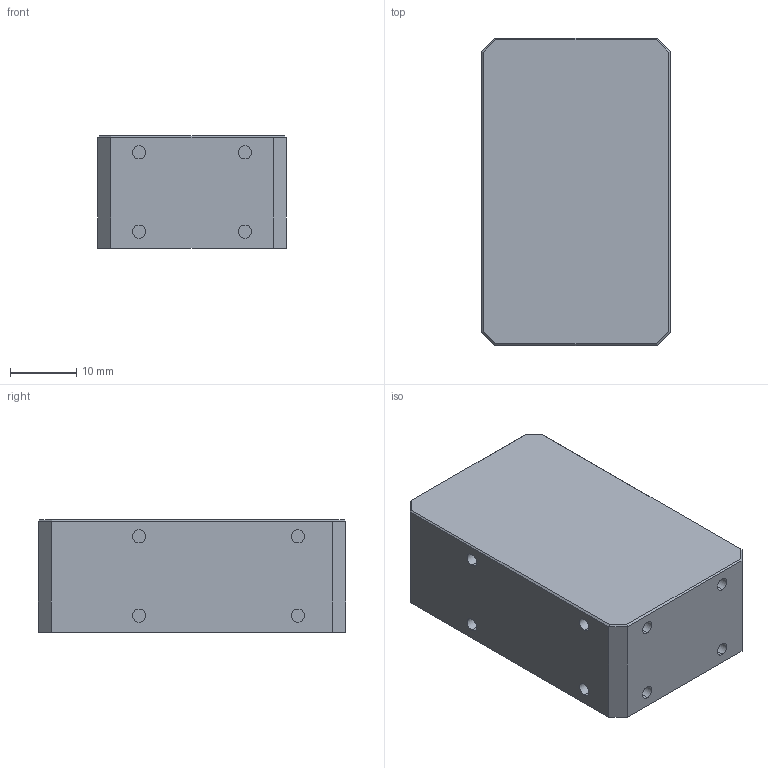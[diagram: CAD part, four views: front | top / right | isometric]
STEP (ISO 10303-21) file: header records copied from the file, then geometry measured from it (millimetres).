
FILE_DESCRIPTION (( 'STEP AP203' ), '1' );
FILE_NAME ('Part 16.step_Default_sldprt.STEP', '2023-05-13T05:59:04', ( '' ), ( '' ), 'SwSTEP 2.0', 'SolidWorks 2022', '' );
FILE_SCHEMA (( 'CONFIG_CONTROL_DESIGN' ));
Length unit declared in the file: millimetre
Products named in the file (1): Part 16.step_Default_sldprt
Bounding box: 28.5 x 46.5 x 17 mm (x, y, z)
Volume: 22256.8 mm3; surface area: 5347.4 mm2
Topology: 1 solids, 1 shells, 60 faces, 124 edges, 80 vertices
Faces by surface type: plane 32, cylinder 28
Entity records: 1677 total; most frequent: DIRECTION 302, CARTESIAN_POINT 265, ORIENTED_EDGE 248, EDGE_CURVE 124, AXIS2_PLACEMENT_3D 117, VERTEX_POINT 80, EDGE_LOOP 74, LINE 68
